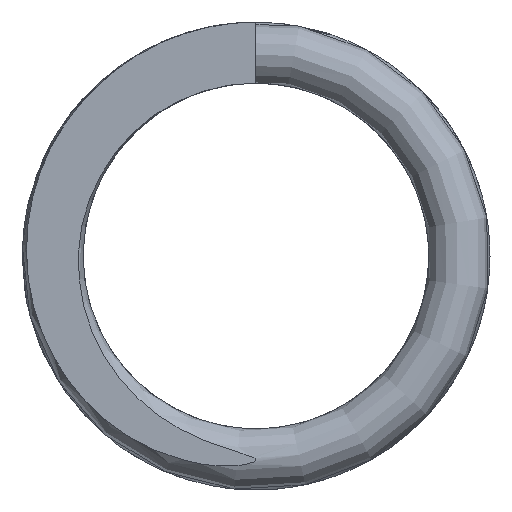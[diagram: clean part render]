
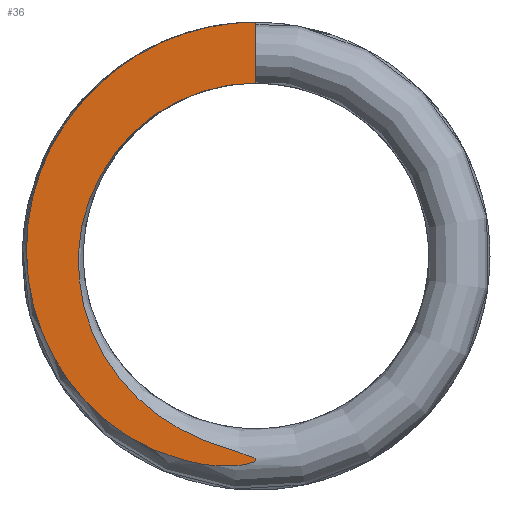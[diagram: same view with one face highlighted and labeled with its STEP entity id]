
A CAD part, front view. The second image highlights one B-rep face of the part: STEP entity #36.
In plain terms, the highlighted planar face has unit normal (0, -1, 0).
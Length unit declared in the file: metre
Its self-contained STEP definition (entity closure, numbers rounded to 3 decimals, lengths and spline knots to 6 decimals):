
#36=ADVANCED_FACE('0:36',(#67),#68,.F.);
#67=FACE_OUTER_BOUND('',#1229,.T.);
#68=PLANE('',#1230);
#1229=EDGE_LOOP('',(#1252,#1253));
#1230=AXIS2_PLACEMENT_3D('',#1254,#1255,#1256);
#1252=ORIENTED_EDGE('',*,*,#1280,.T.);
#1253=ORIENTED_EDGE('',*,*,#1277,.F.);
#1254=CARTESIAN_POINT('',(-0.005,0.0,0.005621));
#1255=DIRECTION('',(0.0,1.0,0.0));
#1256=DIRECTION('',(0.0,-0.0,1.0));
#1277=EDGE_CURVE('',#1292,#1293,#1295,.T.);
#1280=EDGE_CURVE('',#1292,#1293,#1298,.T.);
#1292=VERTEX_POINT('',#1346);
#1293=VERTEX_POINT('',#1347);
#1295=B_SPLINE_CURVE_WITH_KNOTS('',3,(#1364,#1365,#1366,#1367,#1368,#1369,#1370,#1371,#1372,#1373,#1374,#1375,#1376,#1377,#1378,#1379,#1380,#1381,#1382,#1383,#1384,#1385,#1386,#1387,#1388,#1389,#1390,#1391,#1392,#1393,#1394,#1395),.UNSPECIFIED.,.F.,.F.,(4,1,1,1,1,1,1,1,1,1,1,1,1,1,1,1,1,1,1,1,1,1,1,1,1,1,1,1,1,4),(0.0,0.000795,0.002384,0.003178,0.004767,0.005562,0.006357,0.007946,0.00874,0.010329,0.011074,0.011124,0.011174,0.011223,0.011323,0.011521,0.011918,0.012713,0.013508,0.014302,0.015097,0.015891,0.016686,0.01748,0.018275,0.019864,0.022248,0.023042,0.024632,0.025426),.UNSPECIFIED.);
#1298=LINE('',#1398,#1399);
#1346=CARTESIAN_POINT('',(0.0,0.0,0.0034));
#1347=CARTESIAN_POINT('',(0.0,0.,0.0046));
#1364=CARTESIAN_POINT('',(0.0,0.0,0.0034));
#1365=CARTESIAN_POINT('',(-0.000268,0.,0.0034));
#1366=CARTESIAN_POINT('',(-0.001057,0.,0.003306));
#1367=CARTESIAN_POINT('',(-0.002054,0.,0.002826));
#1368=CARTESIAN_POINT('',(-0.002962,0.,0.001865));
#1369=CARTESIAN_POINT('',(-0.003436,0.,0.000869));
#1370=CARTESIAN_POINT('',(-0.003518,0.,-0.000187));
#1371=CARTESIAN_POINT('',(-0.003383,0.,-0.001254));
#1372=CARTESIAN_POINT('',(-0.002897,0.,-0.00222));
#1373=CARTESIAN_POINT('',(-0.001965,0.,-0.003181));
#1374=CARTESIAN_POINT('',(-0.001031,0.,-0.003672));
#1375=CARTESIAN_POINT('',(-0.000248,0.,-0.003877));
#1376=CARTESIAN_POINT('',(0.000014,0.,-0.003994));
#1377=CARTESIAN_POINT('',(-0.00003,0.,-0.004046));
#1378=CARTESIAN_POINT('',(-0.000087,0.,-0.004061));
#1379=CARTESIAN_POINT('',(-0.000203,0.,-0.004105));
#1380=CARTESIAN_POINT('',(-0.000426,0.,-0.004118));
#1381=CARTESIAN_POINT('',(-0.000895,0.,-0.004143));
#1382=CARTESIAN_POINT('',(-0.001526,0.,-0.004));
#1383=CARTESIAN_POINT('',(-0.002267,0.,-0.003718));
#1384=CARTESIAN_POINT('',(-0.002922,0.,-0.00328));
#1385=CARTESIAN_POINT('',(-0.003482,0.,-0.002741));
#1386=CARTESIAN_POINT('',(-0.003941,0.,-0.002094));
#1387=CARTESIAN_POINT('',(-0.004271,0.,-0.001393));
#1388=CARTESIAN_POINT('',(-0.004474,0.,-0.000626));
#1389=CARTESIAN_POINT('',(-0.004553,0.,0.000406));
#1390=CARTESIAN_POINT('',(-0.004274,0.,0.00199));
#1391=CARTESIAN_POINT('',(-0.003319,0.,0.003261));
#1392=CARTESIAN_POINT('',(-0.002037,0.,0.004176));
#1393=CARTESIAN_POINT('',(-0.00105,0.,0.004525));
#1394=CARTESIAN_POINT('',(-0.000263,0.,0.0046));
#1395=CARTESIAN_POINT('',(0.0,0.,0.0046));
#1398=CARTESIAN_POINT('',(0.0,0.0,0.004));
#1399=VECTOR('',#1406,1.0);
#1406=DIRECTION('',(0.0,0.0,1.0));
